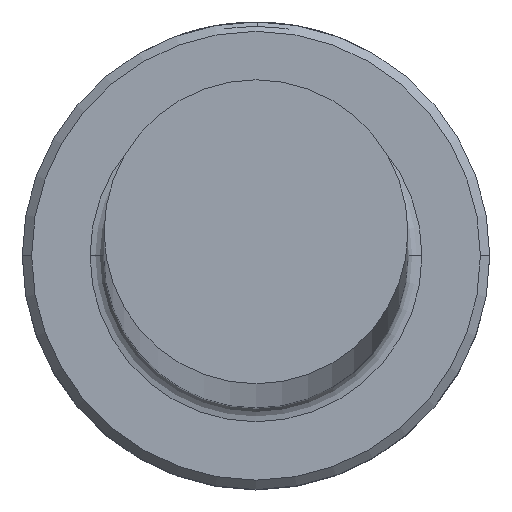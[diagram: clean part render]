
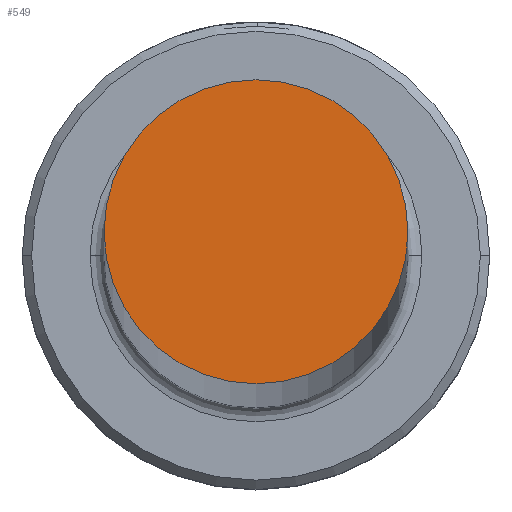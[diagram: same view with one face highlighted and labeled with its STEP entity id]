
A CAD part, top view. The second image highlights one B-rep face of the part: STEP entity #549.
In plain terms, the highlighted planar face has unit normal (0, 0, 1).
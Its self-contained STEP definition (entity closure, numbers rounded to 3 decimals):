
#17 = EDGE_CURVE ( 'NONE', #47, #1152, #264, .T. ) ;
#47 = VERTEX_POINT ( 'NONE', #643 ) ;
#51 = DIRECTION ( 'NONE',  ( 0., 0., 1. ) ) ;
#250 = CARTESIAN_POINT ( 'NONE',  ( 0., 0., 300. ) ) ;
#264 = CIRCLE ( 'NONE', #681, 3.25 ) ;
#308 = FACE_OUTER_BOUND ( 'NONE', #870, .T. ) ;
#350 = DIRECTION ( 'NONE',  ( 1., 0., 0. ) ) ;
#549 = ADVANCED_FACE ( 'NONE', ( #308 ), #1126, .T. ) ;
#643 = CARTESIAN_POINT ( 'NONE',  ( -3.25, 0., 300. ) ) ;
#681 = AXIS2_PLACEMENT_3D ( 'NONE', #905, #892, #830 ) ;
#683 = CARTESIAN_POINT ( 'NONE',  ( 0., 0., 300. ) ) ;
#690 = DIRECTION ( 'NONE',  ( 1., 0., 0. ) ) ;
#708 = CIRCLE ( 'NONE', #752, 3.25 ) ;
#735 = CARTESIAN_POINT ( 'NONE',  ( 3.25, 0., 300. ) ) ;
#752 = AXIS2_PLACEMENT_3D ( 'NONE', #250, #880, #350 ) ;
#830 = DIRECTION ( 'NONE',  ( 1., 0., 0. ) ) ;
#833 = ORIENTED_EDGE ( 'NONE', *, *, #17, .T. ) ;
#847 = ORIENTED_EDGE ( 'NONE', *, *, #1017, .T. ) ;
#870 = EDGE_LOOP ( 'NONE', ( #833, #847 ) ) ;
#880 = DIRECTION ( 'NONE',  ( 0., 0., 1. ) ) ;
#889 = AXIS2_PLACEMENT_3D ( 'NONE', #683, #51, #690 ) ;
#892 = DIRECTION ( 'NONE',  ( 0., 0., 1. ) ) ;
#905 = CARTESIAN_POINT ( 'NONE',  ( 0., 0., 300. ) ) ;
#1017 = EDGE_CURVE ( 'NONE', #1152, #47, #708, .T. ) ;
#1126 = PLANE ( 'NONE',  #889 ) ;
#1152 = VERTEX_POINT ( 'NONE', #735 ) ;
